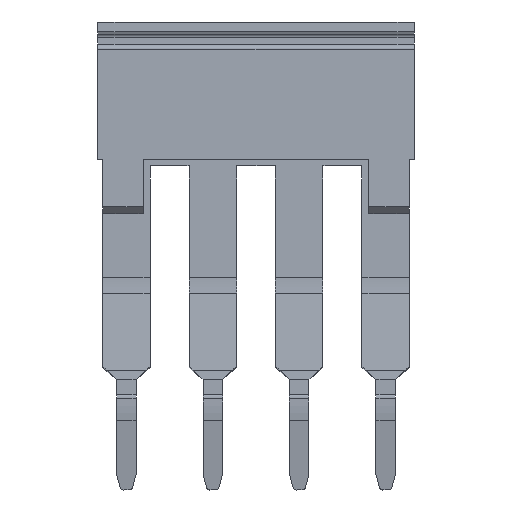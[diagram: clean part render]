
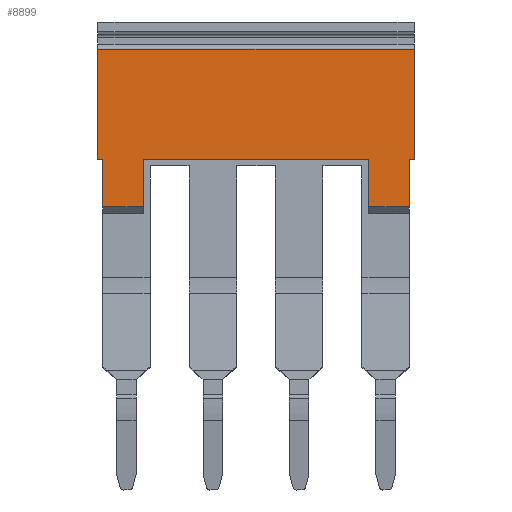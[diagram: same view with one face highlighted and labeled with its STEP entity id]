
A CAD part, front view. The second image highlights one B-rep face of the part: STEP entity #8899.
In plain terms, the highlighted planar face has unit normal (0, -1, 0).
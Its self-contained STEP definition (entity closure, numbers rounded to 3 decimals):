
#8878=AXIS2_PLACEMENT_3D('Plane Axis2P3D',#8875,#8876,#8877) ;
#7863=CARTESIAN_POINT('Vertex',(0.3,0.4,16.712)) ;
#7866=CARTESIAN_POINT('Line Origine',(0.3,0.4,18.112)) ;
#7870=CARTESIAN_POINT('Vertex',(0.3,0.4,19.512)) ;
#7899=CARTESIAN_POINT('Line Origine',(0.15,0.4,19.512)) ;
#7903=CARTESIAN_POINT('Vertex',(0.,0.4,19.512)) ;
#7930=CARTESIAN_POINT('Line Origine',(0.,0.4,22.762)) ;
#7934=CARTESIAN_POINT('Vertex',(0.,0.4,26.012)) ;
#8380=CARTESIAN_POINT('Line Origine',(18.7,0.4,22.762)) ;
#8384=CARTESIAN_POINT('Vertex',(18.7,0.4,26.012)) ;
#8386=CARTESIAN_POINT('Vertex',(18.7,0.4,19.512)) ;
#8576=CARTESIAN_POINT('Line Origine',(9.35,0.4,26.012)) ;
#8597=CARTESIAN_POINT('Vertex',(2.7,0.4,16.712)) ;
#8600=CARTESIAN_POINT('Line Origine',(1.5,0.4,16.712)) ;
#8624=CARTESIAN_POINT('Vertex',(18.4,0.4,16.712)) ;
#8627=CARTESIAN_POINT('Line Origine',(17.2,0.4,16.712)) ;
#8631=CARTESIAN_POINT('Vertex',(16.,0.4,16.712)) ;
#8725=CARTESIAN_POINT('Line Origine',(16.,0.4,18.112)) ;
#8729=CARTESIAN_POINT('Vertex',(16.,0.4,19.512)) ;
#8753=CARTESIAN_POINT('Line Origine',(9.35,0.4,19.512)) ;
#8757=CARTESIAN_POINT('Vertex',(2.7,0.4,19.512)) ;
#8789=CARTESIAN_POINT('Line Origine',(2.7,0.4,18.112)) ;
#8854=CARTESIAN_POINT('Line Origine',(18.4,0.4,18.112)) ;
#8858=CARTESIAN_POINT('Vertex',(18.4,0.4,19.512)) ;
#8875=CARTESIAN_POINT('Axis2P3D Location',(18.5,0.4,26.012)) ;
#8880=CARTESIAN_POINT('Line Origine',(18.55,0.4,19.512)) ;
#7867=DIRECTION('Vector Direction',(0.,0.,-1.)) ;
#7900=DIRECTION('Vector Direction',(1.,0.,0.)) ;
#7931=DIRECTION('Vector Direction',(0.,0.,-1.)) ;
#8381=DIRECTION('Vector Direction',(0.,0.,-1.)) ;
#8577=DIRECTION('Vector Direction',(-1.,0.,0.)) ;
#8601=DIRECTION('Vector Direction',(1.,0.,0.)) ;
#8628=DIRECTION('Vector Direction',(-1.,0.,0.)) ;
#8726=DIRECTION('Vector Direction',(0.,0.,1.)) ;
#8754=DIRECTION('Vector Direction',(-1.,0.,0.)) ;
#8790=DIRECTION('Vector Direction',(0.,0.,1.)) ;
#8855=DIRECTION('Vector Direction',(0.,0.,-1.)) ;
#8876=DIRECTION('Axis2P3D Direction',(0.,1.,0.)) ;
#8877=DIRECTION('Axis2P3D XDirection',(0.,0.,-1.)) ;
#8881=DIRECTION('Vector Direction',(-1.,0.,0.)) ;
#7868=VECTOR('Line Direction',#7867,1.) ;
#7901=VECTOR('Line Direction',#7900,1.) ;
#7932=VECTOR('Line Direction',#7931,1.) ;
#8382=VECTOR('Line Direction',#8381,1.) ;
#8578=VECTOR('Line Direction',#8577,1.) ;
#8602=VECTOR('Line Direction',#8601,1.) ;
#8629=VECTOR('Line Direction',#8628,1.) ;
#8727=VECTOR('Line Direction',#8726,1.) ;
#8755=VECTOR('Line Direction',#8754,1.) ;
#8791=VECTOR('Line Direction',#8790,1.) ;
#8856=VECTOR('Line Direction',#8855,1.) ;
#8882=VECTOR('Line Direction',#8881,1.) ;
#8886=ORIENTED_EDGE('',*,*,#7936,.F.) ;
#8887=ORIENTED_EDGE('',*,*,#7905,.F.) ;
#8888=ORIENTED_EDGE('',*,*,#7872,.F.) ;
#8889=ORIENTED_EDGE('',*,*,#8604,.T.) ;
#8890=ORIENTED_EDGE('',*,*,#8793,.F.) ;
#8891=ORIENTED_EDGE('',*,*,#8759,.F.) ;
#8892=ORIENTED_EDGE('',*,*,#8731,.F.) ;
#8893=ORIENTED_EDGE('',*,*,#8633,.F.) ;
#8894=ORIENTED_EDGE('',*,*,#8860,.F.) ;
#8895=ORIENTED_EDGE('',*,*,#8884,.F.) ;
#8896=ORIENTED_EDGE('',*,*,#8388,.F.) ;
#8897=ORIENTED_EDGE('',*,*,#8580,.F.) ;
#8899=ADVANCED_FACE('Kunststoff',(#8898),#8879,.F.) ;
#7872=EDGE_CURVE('',#7864,#7871,#7869,.F.) ;
#7905=EDGE_CURVE('',#7871,#7904,#7902,.F.) ;
#7936=EDGE_CURVE('',#7904,#7935,#7933,.F.) ;
#8388=EDGE_CURVE('',#8385,#8387,#8383,.T.) ;
#8580=EDGE_CURVE('',#7935,#8385,#8579,.F.) ;
#8604=EDGE_CURVE('',#7864,#8598,#8603,.T.) ;
#8633=EDGE_CURVE('',#8625,#8632,#8630,.T.) ;
#8731=EDGE_CURVE('',#8632,#8730,#8728,.T.) ;
#8759=EDGE_CURVE('',#8730,#8758,#8756,.T.) ;
#8793=EDGE_CURVE('',#8758,#8598,#8792,.F.) ;
#8860=EDGE_CURVE('',#8859,#8625,#8857,.T.) ;
#8884=EDGE_CURVE('',#8387,#8859,#8883,.T.) ;
#8885=EDGE_LOOP('',(#8886,#8887,#8888,#8889,#8890,#8891,#8892,#8893,#8894,#8895,#8896,#8897)) ;
#8898=FACE_OUTER_BOUND('',#8885,.T.) ;
#7869=LINE('Line',#7866,#7868) ;
#7902=LINE('Line',#7899,#7901) ;
#7933=LINE('Line',#7930,#7932) ;
#8383=LINE('Line',#8380,#8382) ;
#8579=LINE('Line',#8576,#8578) ;
#8603=LINE('Line',#8600,#8602) ;
#8630=LINE('Line',#8627,#8629) ;
#8728=LINE('Line',#8725,#8727) ;
#8756=LINE('Line',#8753,#8755) ;
#8792=LINE('Line',#8789,#8791) ;
#8857=LINE('Line',#8854,#8856) ;
#8883=LINE('Line',#8880,#8882) ;
#8879=PLANE('',#8878) ;
#7864=VERTEX_POINT('',#7863) ;
#7871=VERTEX_POINT('',#7870) ;
#7904=VERTEX_POINT('',#7903) ;
#7935=VERTEX_POINT('',#7934) ;
#8385=VERTEX_POINT('',#8384) ;
#8387=VERTEX_POINT('',#8386) ;
#8598=VERTEX_POINT('',#8597) ;
#8625=VERTEX_POINT('',#8624) ;
#8632=VERTEX_POINT('',#8631) ;
#8730=VERTEX_POINT('',#8729) ;
#8758=VERTEX_POINT('',#8757) ;
#8859=VERTEX_POINT('',#8858) ;
